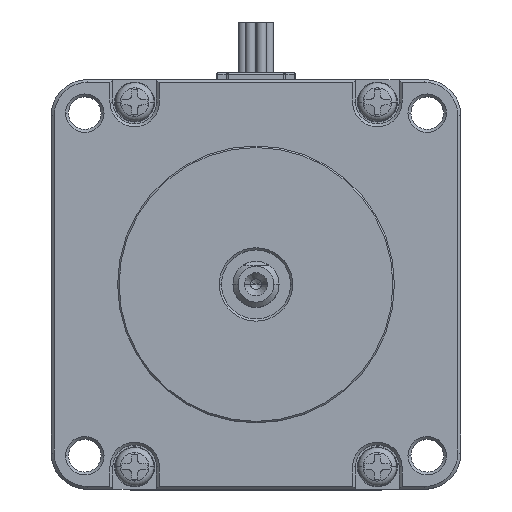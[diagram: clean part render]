
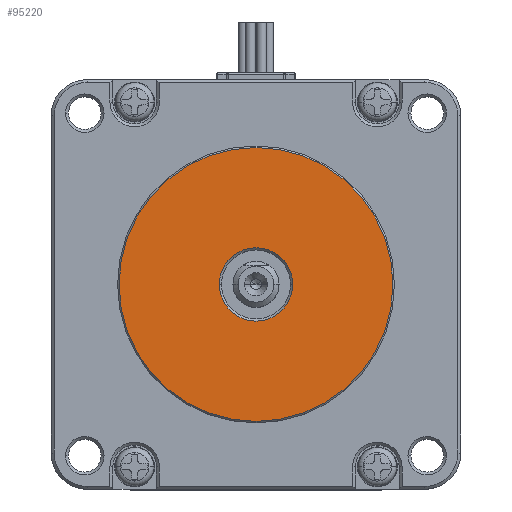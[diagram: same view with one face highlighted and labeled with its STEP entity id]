
A CAD part, top view. The second image highlights one B-rep face of the part: STEP entity #95220.
In plain terms, the highlighted planar face has unit normal (0, 0, 1).
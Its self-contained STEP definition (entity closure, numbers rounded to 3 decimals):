
#77250=CARTESIAN_POINT('',(18.85,0.,1.6));
#77260=VERTEX_POINT('',#77250);
#77350=CARTESIAN_POINT('',(-18.85,0.,1.6));
#77360=VERTEX_POINT('',#77350);
#77390=CARTESIAN_POINT('',(0.,0.,
1.6));
#77400=DIRECTION('',(-0.,-0.,1.));
#77410=DIRECTION('',(-1.,0.,-0.));
#77420=AXIS2_PLACEMENT_3D('',#77390,#77400,#77410);
#77430=CIRCLE('',#77420,18.85);
#77440=EDGE_CURVE('',#77360,#77260,#77430,.T.);
#94970=CARTESIAN_POINT('',(-19.076,-19.076,1.6));
#94980=DIRECTION('',(0.,0.,1.));
#94990=DIRECTION('',(1.,0.,-0.));
#95000=AXIS2_PLACEMENT_3D('',#94970,#94980,#94990);
#95010=PLANE('',#95000);
#95020=EDGE_CURVE('',#77260,#77360,#77430,.T.);
#95030=ORIENTED_EDGE('',*,*,#95020,.T.);
#95040=ORIENTED_EDGE('',*,*,#77440,.T.);
#95050=EDGE_LOOP('',(#95040,#95030));
#95060=FACE_OUTER_BOUND('',#95050,.T.);
#95070=CARTESIAN_POINT('',(0.,0.,1.6)
);
#95080=DIRECTION('',(-0.,-0.,-1.));
#95090=DIRECTION('',(1.,0.,0.));
#95100=AXIS2_PLACEMENT_3D('',#95070,#95080,#95090);
#95110=CIRCLE('',#95100,5.05);
#95120=CARTESIAN_POINT('',(-5.05,0.,
1.6));
#95130=VERTEX_POINT('',#95120);
#95140=CARTESIAN_POINT('',(5.05,0.,1.6));
#95150=VERTEX_POINT('',#95140);
#95160=EDGE_CURVE('',#95130,#95150,#95110,.T.);
#95170=ORIENTED_EDGE('',*,*,#95160,.T.);
#95180=EDGE_CURVE('',#95150,#95130,#95110,.T.);
#95190=ORIENTED_EDGE('',*,*,#95180,.T.);
#95200=EDGE_LOOP('',(#95190,#95170));
#95210=FACE_BOUND('',#95200,.T.);
#95220=ADVANCED_FACE('',(#95060,#95210),#95010,.T.);
